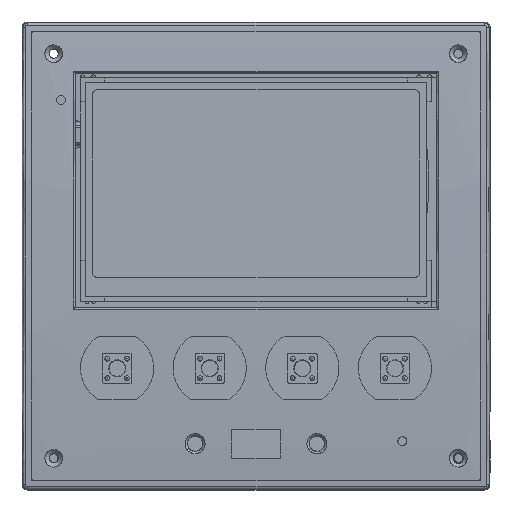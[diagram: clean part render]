
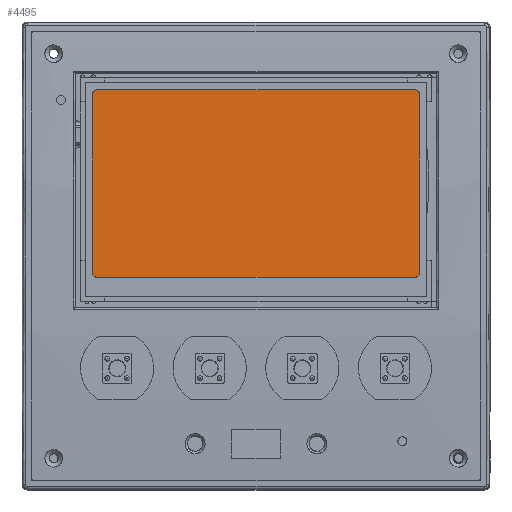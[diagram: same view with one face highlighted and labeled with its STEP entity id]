
A CAD part, front view. The second image highlights one B-rep face of the part: STEP entity #4495.
In plain terms, the highlighted planar face has unit normal (0, -1, 0).
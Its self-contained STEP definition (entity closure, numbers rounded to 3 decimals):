
#1995=CIRCLE('',#43134,1.);
#1996=CIRCLE('',#43135,1.);
#1997=CIRCLE('',#43136,1.);
#1998=CIRCLE('',#43137,1.);
#4495=ADVANCED_FACE('',(#6876),#5437,.T.);
#5437=PLANE('',#43138);
#6876=FACE_OUTER_BOUND('',#8647,.T.);
#8647=EDGE_LOOP('',(#27700,#27701,#27702,#27703,#27704,#27705,#27706,#27707));
#13132=LINE('',#72948,#17892);
#13149=LINE('',#72991,#17909);
#13150=LINE('',#72997,#17910);
#13151=LINE('',#73001,#17911);
#17892=VECTOR('',#52602,1.);
#17909=VECTOR('',#52641,1.);
#17910=VECTOR('',#52646,1.);
#17911=VECTOR('',#52649,1.);
#27700=ORIENTED_EDGE('',*,*,#39551,.T.);
#27701=ORIENTED_EDGE('',*,*,#39552,.T.);
#27702=ORIENTED_EDGE('',*,*,#39530,.F.);
#27703=ORIENTED_EDGE('',*,*,#39553,.T.);
#27704=ORIENTED_EDGE('',*,*,#39554,.F.);
#27705=ORIENTED_EDGE('',*,*,#39555,.T.);
#27706=ORIENTED_EDGE('',*,*,#39556,.F.);
#27707=ORIENTED_EDGE('',*,*,#39557,.F.);
#33053=VERTEX_POINT('',#72947);
#33054=VERTEX_POINT('',#72949);
#33069=VERTEX_POINT('',#72992);
#33070=VERTEX_POINT('',#72993);
#33071=VERTEX_POINT('',#72996);
#33072=VERTEX_POINT('',#72998);
#33073=VERTEX_POINT('',#73000);
#33074=VERTEX_POINT('',#73002);
#39530=EDGE_CURVE('',#33053,#33054,#13132,.T.);
#39551=EDGE_CURVE('',#33069,#33070,#13149,.T.);
#39552=EDGE_CURVE('',#33070,#33054,#1995,.T.);
#39553=EDGE_CURVE('',#33053,#33071,#1996,.T.);
#39554=EDGE_CURVE('',#33072,#33071,#13150,.T.);
#39555=EDGE_CURVE('',#33072,#33073,#1997,.T.);
#39556=EDGE_CURVE('',#33074,#33073,#13151,.T.);
#39557=EDGE_CURVE('',#33069,#33074,#1998,.T.);
#43134=AXIS2_PLACEMENT_3D('',#72994,#52642,#52643);
#43135=AXIS2_PLACEMENT_3D('',#72995,#52644,#52645);
#43136=AXIS2_PLACEMENT_3D('',#72999,#52647,#52648);
#43137=AXIS2_PLACEMENT_3D('',#73003,#52650,#52651);
#43138=AXIS2_PLACEMENT_3D('',#73004,#52652,#52653);
#52602=DIRECTION('',(0.,0.,-1.));
#52641=DIRECTION('',(1.,0.,0.));
#52642=DIRECTION('',(0.,-1.,0.));
#52643=DIRECTION('',(0.,0.,1.));
#52644=DIRECTION('',(0.,-1.,0.));
#52645=DIRECTION('',(-1.,0.,0.));
#52646=DIRECTION('',(1.,0.,0.));
#52647=DIRECTION('',(0.,-1.,0.));
#52648=DIRECTION('',(0.,0.,-1.));
#52649=DIRECTION('',(0.,0.,1.));
#52650=DIRECTION('',(0.,1.,0.));
#52651=DIRECTION('',(1.,0.,0.));
#52652=DIRECTION('',(0.,-1.,0.));
#52653=DIRECTION('',(0.,0.,1.));
#72947=CARTESIAN_POINT('',(33.5,-6.054,33.096));
#72948=CARTESIAN_POINT('',(33.5,-6.054,33.096));
#72949=CARTESIAN_POINT('',(33.5,-6.054,-3.404));
#72991=CARTESIAN_POINT('',(32.5,-6.054,-4.404));
#72992=CARTESIAN_POINT('',(-32.5,-6.054,-4.404));
#72993=CARTESIAN_POINT('',(32.5,-6.054,-4.404));
#72994=CARTESIAN_POINT('',(32.5,-6.054,-3.404));
#72995=CARTESIAN_POINT('',(32.5,-6.054,33.096));
#72996=CARTESIAN_POINT('',(32.5,-6.054,34.096));
#72997=CARTESIAN_POINT('',(-18.5,-6.054,34.096));
#72998=CARTESIAN_POINT('',(-32.5,-6.054,34.096));
#72999=CARTESIAN_POINT('',(-32.5,-6.054,33.096));
#73000=CARTESIAN_POINT('',(-33.5,-6.054,33.096));
#73001=CARTESIAN_POINT('',(-33.5,-6.054,0.096));
#73002=CARTESIAN_POINT('',(-33.5,-6.054,-3.404));
#73003=CARTESIAN_POINT('',(-32.5,-6.054,-3.404));
#73004=CARTESIAN_POINT('',(7.,-6.054,16.596));
